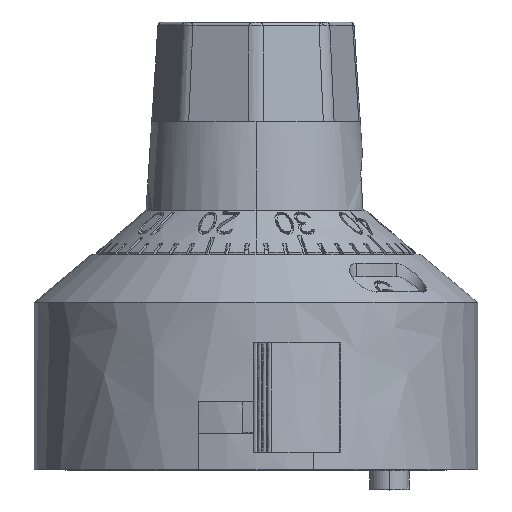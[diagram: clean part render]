
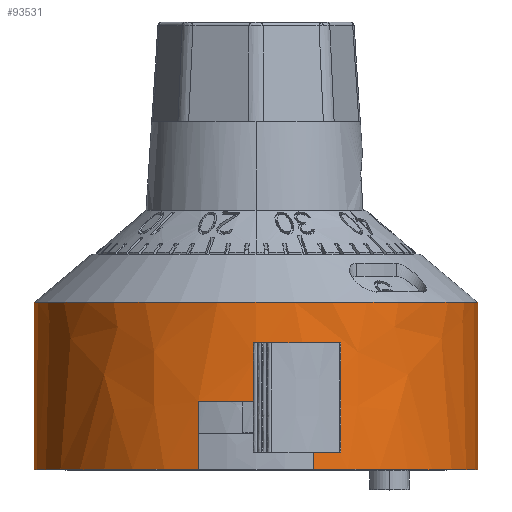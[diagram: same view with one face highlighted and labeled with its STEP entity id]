
A CAD part, top view. The second image highlights one B-rep face of the part: STEP entity #93531.
In plain terms, the highlighted free-form (B-spline) face has degree [3, 3] with [7, 4] control points.
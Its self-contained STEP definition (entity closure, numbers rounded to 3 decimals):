
#7433=DIRECTION('',(0.,-1.,0.));
#7434=VECTOR('',#7433,3.4);
#7435=CARTESIAN_POINT('',(-2.9,3.4,10.74));
#7436=LINE('',#7435,#7434);
#7455=CARTESIAN_POINT('',(0.,3.4,0.));
#7456=DIRECTION('',(0.,-1.,0.));
#7457=DIRECTION('',(0.261,0.,0.965));
#7458=AXIS2_PLACEMENT_3D('',#7455,#7456,#7457);
#8178=DIRECTION('',(0.,-1.,0.));
#8179=VECTOR('',#8178,3.4);
#8180=CARTESIAN_POINT('',(2.9,3.4,10.74));
#8181=LINE('',#8180,#8179);
#33058=CARTESIAN_POINT('',(0.,0.,0.));
#33059=DIRECTION('',(0.,-1.,0.));
#33060=DIRECTION('',(-0.261,0.,0.965));
#33061=AXIS2_PLACEMENT_3D('',#33058,#33059,#33060);
#33066=CARTESIAN_POINT('',(0.,0.,0.));
#33067=DIRECTION('',(0.,-1.,0.));
#33068=DIRECTION('',(1.,0.,0.));
#33069=AXIS2_PLACEMENT_3D('',#33066,#33067,#33068);
#33074=DIRECTION('',(0.,1.,0.));
#33075=VECTOR('',#33074,8.4);
#33076=CARTESIAN_POINT('',(11.125,0.,0.));
#33077=LINE('',#33076,#33075);
#33081=DIRECTION('',(0.,1.,0.));
#33082=VECTOR('',#33081,8.4);
#33083=CARTESIAN_POINT('',(-11.125,0.,0.));
#33084=LINE('',#33083,#33082);
#33118=CARTESIAN_POINT('',(0.,8.4,0.));
#33119=DIRECTION('',(0.,-1.,0.));
#33120=DIRECTION('',(1.,0.,0.));
#33121=AXIS2_PLACEMENT_3D('',#33118,#33119,#33120);
#56182=CARTESIAN_POINT('',(11.125,0.,0.));
#56183=CARTESIAN_POINT('',(11.125,8.4,0.));
#56184=VERTEX_POINT('',#56182);
#56185=VERTEX_POINT('',#56183);
#56192=CARTESIAN_POINT('',(-11.125,0.,0.));
#56193=CARTESIAN_POINT('',(-11.125,8.4,0.));
#56194=VERTEX_POINT('',#56192);
#56195=VERTEX_POINT('',#56193);
#56196=CARTESIAN_POINT('',(-2.9,3.4,10.74));
#56197=CARTESIAN_POINT('',(-2.9,0.,10.74));
#56198=VERTEX_POINT('',#56196);
#56199=VERTEX_POINT('',#56197);
#56200=CARTESIAN_POINT('',(2.9,3.4,10.74));
#56201=VERTEX_POINT('',#56200);
#56202=CARTESIAN_POINT('',(2.9,0.,10.74));
#56203=VERTEX_POINT('',#56202);
#93489=CARTESIAN_POINT('',(11.103,8.568,-0.699));
#93490=CARTESIAN_POINT('',(11.103,5.656,-0.699));
#93491=CARTESIAN_POINT('',(11.103,2.744,-0.699));
#93492=CARTESIAN_POINT('',(11.103,-0.168,-0.699));
#93493=CARTESIAN_POINT('',(11.533,8.568,6.134));
#93494=CARTESIAN_POINT('',(11.533,5.656,6.134));
#93495=CARTESIAN_POINT('',(11.533,2.744,6.134));
#93496=CARTESIAN_POINT('',(11.533,-0.168,6.134));
#93497=CARTESIAN_POINT('',(6.846,8.568,11.125));
#93498=CARTESIAN_POINT('',(6.846,5.656,11.125));
#93499=CARTESIAN_POINT('',(6.846,2.744,11.125));
#93500=CARTESIAN_POINT('',(6.846,-0.168,11.125));
#93501=CARTESIAN_POINT('',(0.,8.568,11.125));
#93502=CARTESIAN_POINT('',(0.,5.656,11.125));
#93503=CARTESIAN_POINT('',(0.,2.744,11.125));
#93504=CARTESIAN_POINT('',(0.,-0.168,11.125));
#93505=CARTESIAN_POINT('',(-6.846,8.568,11.125));
#93506=CARTESIAN_POINT('',(-6.846,5.656,11.125));
#93507=CARTESIAN_POINT('',(-6.846,2.744,11.125));
#93508=CARTESIAN_POINT('',(-6.846,-0.168,11.125));
#93509=CARTESIAN_POINT('',(-11.533,8.568,6.134));
#93510=CARTESIAN_POINT('',(-11.533,5.656,6.134));
#93511=CARTESIAN_POINT('',(-11.533,2.744,6.134));
#93512=CARTESIAN_POINT('',(-11.533,-0.168,6.134));
#93513=CARTESIAN_POINT('',(-11.103,8.568,-0.699));
#93514=CARTESIAN_POINT('',(-11.103,5.656,-0.699));
#93515=CARTESIAN_POINT('',(-11.103,2.744,-0.699));
#93516=CARTESIAN_POINT('',(-11.103,-0.168,-0.699));
#93517=(BOUNDED_SURFACE()B_SPLINE_SURFACE(3,3,((#93489,#93490,#93491,#93492),(
#93493,#93494,#93495,#93496),(#93497,#93498,#93499,#93500),(#93501,#93502,
#93503,#93504),(#93505,#93506,#93507,#93508),(#93509,#93510,#93511,#93512),(
#93513,#93514,#93515,#93516)),.UNSPECIFIED.,.F.,.F.,.F.)B_SPLINE_SURFACE_WITH_KNOTS((4,3,4),(4,4),(0.,1.,2.),(2.785,11.521),
.UNSPECIFIED.)GEOMETRIC_REPRESENTATION_ITEM()RATIONAL_B_SPLINE_SURFACE(((
1.187,1.187,1.187,1.187),(
0.938,0.938,0.938,0.938),(
0.938,0.938,0.938,0.938),(
1.187,1.187,1.187,1.187),(
0.938,0.938,0.938,0.938),(
0.938,0.938,0.938,0.938),(
1.187,1.187,1.187,1.187)))REPRESENTATION_ITEM('')SURFACE());
#93518=ORIENTED_EDGE('',*,*,#71547,.T.);
#93519=ORIENTED_EDGE('',*,*,#71401,.T.);
#93521=ORIENTED_EDGE('',*,*,#93520,.T.);
#93523=ORIENTED_EDGE('',*,*,#93522,.F.);
#93525=ORIENTED_EDGE('',*,*,#93524,.F.);
#93526=ORIENTED_EDGE('',*,*,#71397,.T.);
#93527=ORIENTED_EDGE('',*,*,#72314,.F.);
#93528=ORIENTED_EDGE('',*,*,#71560,.T.);
#93529=EDGE_LOOP('',(#93518,#93519,#93521,#93523,#93525,#93526,#93527,#93528));
#93530=FACE_OUTER_BOUND('',#93529,.F.);
#93531=ADVANCED_FACE('',(#93530),#93517,.T.);
#7459=CIRCLE('',#7458,11.125);
#33062=CIRCLE('',#33061,11.125);
#33070=CIRCLE('',#33069,11.125);
#33122=CIRCLE('',#33121,11.125);
#71397=EDGE_CURVE('',#56184,#56203,#33070,.T.);
#71401=EDGE_CURVE('',#56199,#56194,#33062,.T.);
#71547=EDGE_CURVE('',#56198,#56199,#7436,.T.);
#71560=EDGE_CURVE('',#56201,#56198,#7459,.T.);
#72314=EDGE_CURVE('',#56201,#56203,#8181,.T.);
#93520=EDGE_CURVE('',#56194,#56195,#33084,.T.);
#93522=EDGE_CURVE('',#56185,#56195,#33122,.T.);
#93524=EDGE_CURVE('',#56184,#56185,#33077,.T.);
